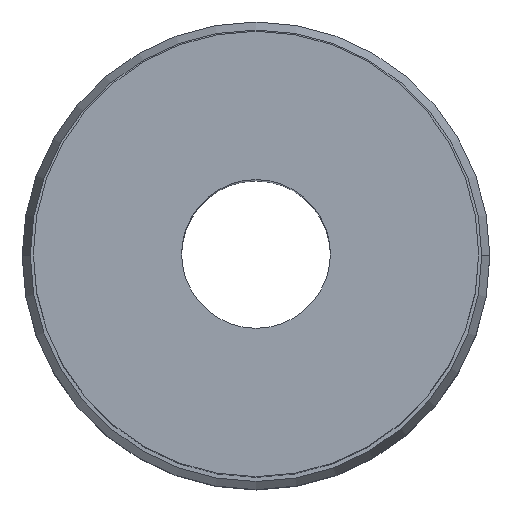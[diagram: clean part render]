
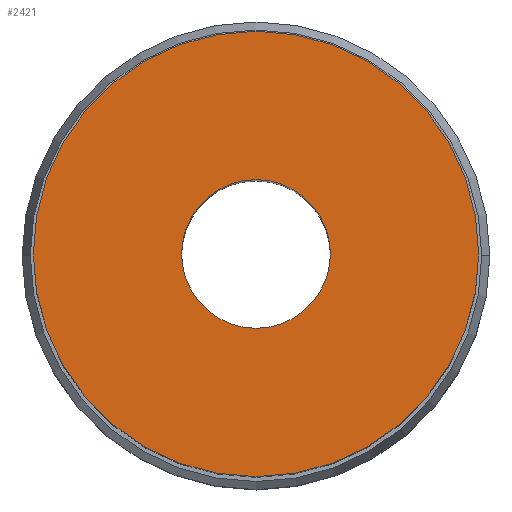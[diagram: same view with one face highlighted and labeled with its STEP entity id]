
A CAD part, top view. The second image highlights one B-rep face of the part: STEP entity #2421.
In plain terms, the highlighted planar face has unit normal (0, 0, 1).
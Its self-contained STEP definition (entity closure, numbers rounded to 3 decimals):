
#110 = CARTESIAN_POINT ( 'NONE',  ( -15., 0., 0. ) ) ;
#112 = VERTEX_POINT ( 'NONE', #6867 ) ;
#162 = CARTESIAN_POINT ( 'NONE',  ( 0., 0., 0. ) ) ;
#1287 = DIRECTION ( 'NONE',  ( 0., 0., -1. ) ) ;
#1824 = AXIS2_PLACEMENT_3D ( 'NONE', #162, #6717, #7813 ) ;
#1923 = PLANE ( 'NONE',  #13143 ) ;
#2404 = EDGE_CURVE ( 'NONE', #13648, #13476, #11516, .T. ) ;
#2421 = ADVANCED_FACE ( 'Fl�che3', ( #5640, #7704 ), #1923, .T. ) ;
#2883 = DIRECTION ( 'NONE',  ( 0., 0., -1. ) ) ;
#2895 = CARTESIAN_POINT ( 'NONE',  ( 0., 15.75, 0. ) ) ;
#3266 = CARTESIAN_POINT ( 'NONE',  ( 5.01, 0., 0. ) ) ;
#3736 = CARTESIAN_POINT ( 'NONE',  ( 15., 0., 0. ) ) ;
#4213 = DIRECTION ( 'NONE',  ( -1., 0., 0. ) ) ;
#4988 = AXIS2_PLACEMENT_3D ( 'NONE', #7316, #10816, #4213 ) ;
#5312 = DIRECTION ( 'NONE',  ( 0., 0., 1. ) ) ;
#5640 = FACE_OUTER_BOUND ( 'NONE', #7371, .T. ) ;
#5722 = DIRECTION ( 'NONE',  ( -1., 0., 0. ) ) ;
#6017 = ORIENTED_EDGE ( 'NONE', *, *, #10370, .F. ) ;
#6324 = AXIS2_PLACEMENT_3D ( 'NONE', #9537, #2883, #11768 ) ;
#6717 = DIRECTION ( 'NONE',  ( 0., 0., -1. ) ) ;
#6867 = CARTESIAN_POINT ( 'NONE',  ( -5.01, 0., 0. ) ) ;
#7316 = CARTESIAN_POINT ( 'NONE',  ( 0., 0., 0. ) ) ;
#7371 = EDGE_LOOP ( 'NONE', ( #6017, #12777 ) ) ;
#7704 = FACE_BOUND ( 'NONE', #12176, .T. ) ;
#7813 = DIRECTION ( 'NONE',  ( -1., 0., 0. ) ) ;
#7944 = EDGE_CURVE ( 'NONE', #112, #11392, #10926, .T. ) ;
#7955 = ORIENTED_EDGE ( 'NONE', *, *, #7944, .T. ) ;
#9537 = CARTESIAN_POINT ( 'NONE',  ( 0., 0., 0. ) ) ;
#10214 = CARTESIAN_POINT ( 'NONE',  ( 0., 0., 0. ) ) ;
#10370 = EDGE_CURVE ( 'NONE', #13476, #13648, #14025, .T. ) ;
#10813 = CIRCLE ( 'NONE', #1824, 5.01 ) ;
#10816 = DIRECTION ( 'NONE',  ( 0., 0., -1. ) ) ;
#10823 = ORIENTED_EDGE ( 'NONE', *, *, #13357, .T. ) ;
#10926 = CIRCLE ( 'NONE', #6324, 5.01 ) ;
#10965 = AXIS2_PLACEMENT_3D ( 'NONE', #10214, #1287, #5722 ) ;
#11392 = VERTEX_POINT ( 'NONE', #3266 ) ;
#11516 = CIRCLE ( 'NONE', #4988, 15. ) ;
#11768 = DIRECTION ( 'NONE',  ( -1., 0., 0. ) ) ;
#12176 = EDGE_LOOP ( 'NONE', ( #7955, #10823 ) ) ;
#12777 = ORIENTED_EDGE ( 'NONE', *, *, #2404, .F. ) ;
#13040 = DIRECTION ( 'NONE',  ( 1., 0., 0. ) ) ;
#13143 = AXIS2_PLACEMENT_3D ( 'NONE', #2895, #5312, #13040 ) ;
#13357 = EDGE_CURVE ( 'NONE', #11392, #112, #10813, .T. ) ;
#13476 = VERTEX_POINT ( 'NONE', #110 ) ;
#13648 = VERTEX_POINT ( 'NONE', #3736 ) ;
#14025 = CIRCLE ( 'NONE', #10965, 15. ) ;
